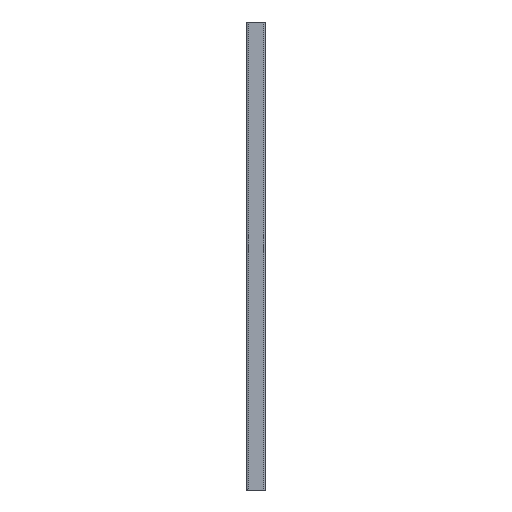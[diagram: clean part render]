
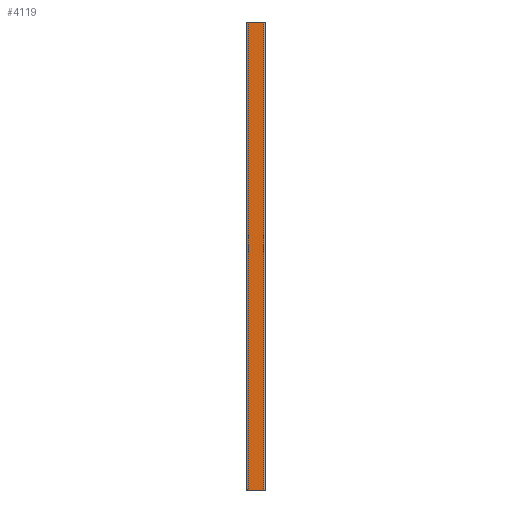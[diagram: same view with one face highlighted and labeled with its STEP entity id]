
A CAD part, front view. The second image highlights one B-rep face of the part: STEP entity #4119.
In plain terms, the highlighted planar face has unit normal (0, -1, 0).
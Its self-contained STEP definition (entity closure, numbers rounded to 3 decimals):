
#2117=ORIENTED_EDGE('',*,*,#2970,.T.);
#2118=ORIENTED_EDGE('',*,*,#2971,.F.);
#2119=ORIENTED_EDGE('',*,*,#2967,.F.);
#2120=ORIENTED_EDGE('',*,*,#2972,.T.);
#2465=VECTOR('',#3381,1.);
#2466=VECTOR('',#3388,1.);
#2467=VECTOR('',#3389,1.);
#2468=VECTOR('',#3390,1.);
#2649=LINE('',#3755,#2465);
#2650=LINE('',#3761,#2466);
#2651=LINE('',#3762,#2467);
#2652=LINE('',#3763,#2468);
#2805=VERTEX_POINT('',#3753);
#2806=VERTEX_POINT('',#3754);
#2807=VERTEX_POINT('',#3759);
#2808=VERTEX_POINT('',#3760);
#2967=EDGE_CURVE('',#2805,#2806,#2649,.T.);
#2970=EDGE_CURVE('',#2807,#2808,#2650,.T.);
#2971=EDGE_CURVE('',#2806,#2808,#2651,.T.);
#2972=EDGE_CURVE('',#2805,#2807,#2652,.T.);
#3095=EDGE_LOOP('',(#2117,#2118,#2119,#2120));
#3169=FACE_BOUND('',#3095,.T.);
#3381=DIRECTION('',(-1000.,0.,0.));
#3386=DIRECTION('',(0.,-1.,0.));
#3387=DIRECTION('',(-1.,0.,0.));
#3388=DIRECTION('',(-1000.,0.,0.));
#3389=DIRECTION('',(0.,0.,34.));
#3390=DIRECTION('',(0.,0.,34.));
#3753=CARTESIAN_POINT('',(1000.,-20.,-17.));
#3754=CARTESIAN_POINT('',(0.,-20.,-17.));
#3755=CARTESIAN_POINT('',(1000.,-20.,-17.));
#3758=CARTESIAN_POINT('',(1000.,-20.,17.));
#3759=CARTESIAN_POINT('',(1000.,-20.,17.));
#3760=CARTESIAN_POINT('',(0.,-20.,17.));
#3761=CARTESIAN_POINT('',(1000.,-20.,17.));
#3762=CARTESIAN_POINT('',(0.,-20.,-17.));
#3763=CARTESIAN_POINT('',(1000.,-20.,-17.));
#3984=AXIS2_PLACEMENT_3D('',#3758,#3386,#3387);
#4054=PLANE('',#3984);
#4119=ADVANCED_FACE('',(#3169),#4054,.T.);
